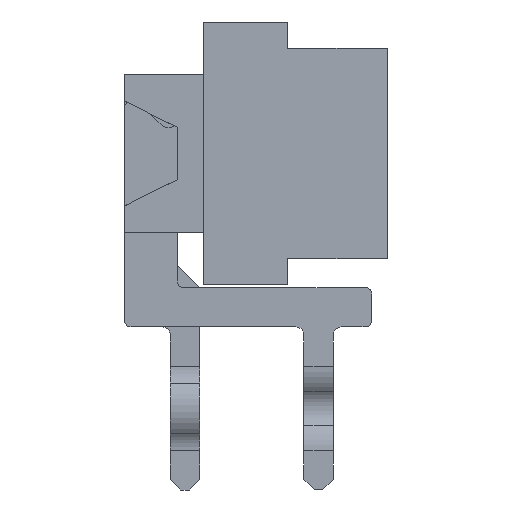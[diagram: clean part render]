
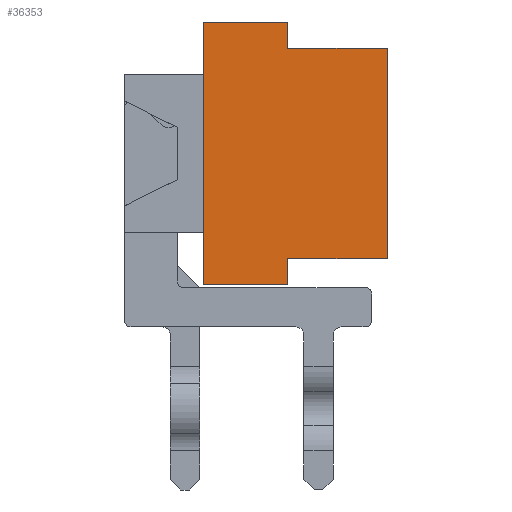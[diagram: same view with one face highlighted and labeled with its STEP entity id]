
A CAD part, front view. The second image highlights one B-rep face of the part: STEP entity #36353.
In plain terms, the highlighted face is planar.
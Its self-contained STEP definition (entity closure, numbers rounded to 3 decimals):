
#824=PLANE('',#39472);
#3686=LINE('',#57034,#7978);
#4185=LINE('',#58081,#8477);
#4186=LINE('',#58084,#8478);
#4187=LINE('',#58086,#8479);
#4188=LINE('',#58088,#8480);
#4189=LINE('',#58090,#8481);
#4190=LINE('',#58092,#8482);
#4191=LINE('',#58093,#8483);
#7978=VECTOR('',#46825,1000.);
#8477=VECTOR('',#47642,1000.);
#8478=VECTOR('',#47643,1000.);
#8479=VECTOR('',#47644,1000.);
#8480=VECTOR('',#47645,1000.);
#8481=VECTOR('',#47646,1000.);
#8482=VECTOR('',#47647,1000.);
#8483=VECTOR('',#47648,1000.);
#17412=ORIENTED_EDGE('',*,*,#24565,.T.);
#17413=ORIENTED_EDGE('',*,*,#24566,.F.);
#17414=ORIENTED_EDGE('',*,*,#24567,.F.);
#17415=ORIENTED_EDGE('',*,*,#24568,.F.);
#17416=ORIENTED_EDGE('',*,*,#24569,.F.);
#17417=ORIENTED_EDGE('',*,*,#24570,.T.);
#17418=ORIENTED_EDGE('',*,*,#24066,.F.);
#17419=ORIENTED_EDGE('',*,*,#24571,.T.);
#24066=EDGE_CURVE('',#28304,#28301,#3686,.T.);
#24565=EDGE_CURVE('',#28694,#28695,#4185,.T.);
#24566=EDGE_CURVE('',#28696,#28695,#4186,.T.);
#24567=EDGE_CURVE('',#28697,#28696,#4187,.T.);
#24568=EDGE_CURVE('',#28698,#28697,#4188,.T.);
#24569=EDGE_CURVE('',#28699,#28698,#4189,.T.);
#24570=EDGE_CURVE('',#28699,#28301,#4190,.T.);
#24571=EDGE_CURVE('',#28304,#28694,#4191,.T.);
#28301=VERTEX_POINT('',#57028);
#28304=VERTEX_POINT('',#57033);
#28694=VERTEX_POINT('',#58082);
#28695=VERTEX_POINT('',#58083);
#28696=VERTEX_POINT('',#58085);
#28697=VERTEX_POINT('',#58087);
#28698=VERTEX_POINT('',#58089);
#28699=VERTEX_POINT('',#58091);
#31967=EDGE_LOOP('',(#17412,#17413,#17414,#17415,#17416,#17417,#17418,#17419));
#33891=FACE_BOUND('',#31967,.T.);
#36353=ADVANCED_FACE('',(#33891),#824,.F.);
#39472=AXIS2_PLACEMENT_3D('',#58080,#47640,#47641);
#46825=DIRECTION('',(0.,1.,0.));
#47640=DIRECTION('',(-1.,0.,0.));
#47641=DIRECTION('',(0.,0.,1.));
#47642=DIRECTION('',(0.,1.,0.));
#47643=DIRECTION('',(0.,0.,-1.));
#47644=DIRECTION('',(0.,1.,0.));
#47645=DIRECTION('',(0.,0.,-1.));
#47646=DIRECTION('',(0.,1.,0.));
#47647=DIRECTION('',(0.,0.,-1.));
#47648=DIRECTION('',(0.,0.,-1.));
#57028=CARTESIAN_POINT('',(15.,-2.,1.6));
#57033=CARTESIAN_POINT('',(15.,-2.5,1.6));
#57034=CARTESIAN_POINT('',(15.,-2.5,1.6));
#58080=CARTESIAN_POINT('',(15.,-2.5,1.6));
#58081=CARTESIAN_POINT('',(15.,-2.5,0.));
#58082=CARTESIAN_POINT('',(15.,-2.5,0.));
#58083=CARTESIAN_POINT('',(15.,2.5,0.));
#58084=CARTESIAN_POINT('',(15.,2.5,1.6));
#58085=CARTESIAN_POINT('',(15.,2.5,1.6));
#58086=CARTESIAN_POINT('',(15.,-2.5,1.6));
#58087=CARTESIAN_POINT('',(15.,2.,1.6));
#58088=CARTESIAN_POINT('',(15.,2.,3.5));
#58089=CARTESIAN_POINT('',(15.,2.,3.5));
#58090=CARTESIAN_POINT('',(15.,-2.,3.5));
#58091=CARTESIAN_POINT('',(15.,-2.,3.5));
#58092=CARTESIAN_POINT('',(15.,-2.,3.5));
#58093=CARTESIAN_POINT('',(15.,-2.5,1.6));
